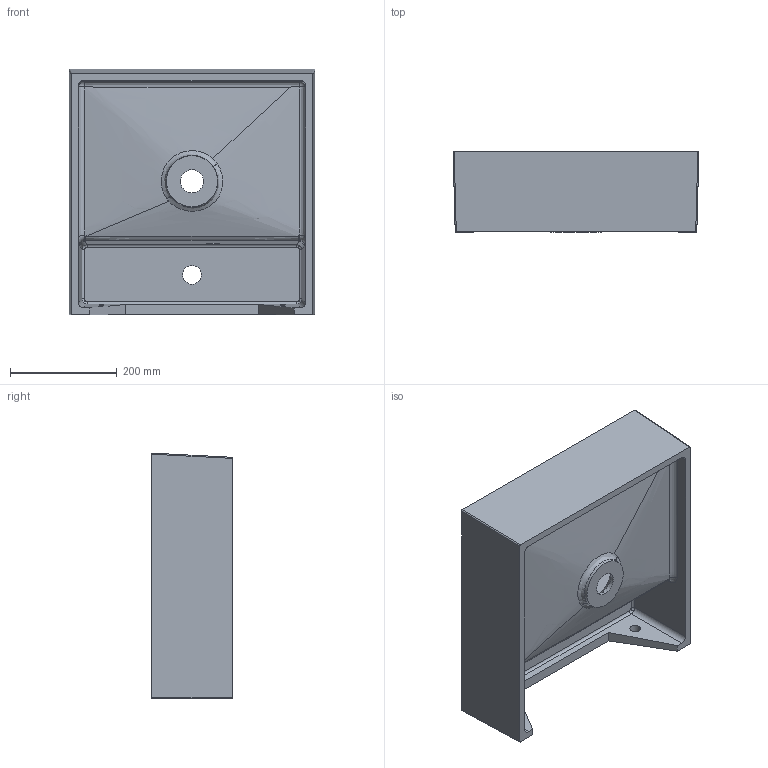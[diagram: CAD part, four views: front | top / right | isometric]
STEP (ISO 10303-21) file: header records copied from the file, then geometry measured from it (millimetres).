
FILE_DESCRIPTION (( 'STEP AP214' ), '1' );
FILE_NAME ('Crass 460.STEP', '2021-09-28T08:02:58', ( '' ), ( '' ), 'SwSTEP 2.0', 'SolidWorks 2020', '' );
FILE_SCHEMA (( 'AUTOMOTIVE_DESIGN' ));
Length unit declared in the file: millimetre
Products named in the file (1): Crass 460
Bounding box: 460 x 150 x 460 mm (x, y, z)
Volume: 5943439.2 mm3; surface area: 906587.2 mm2
Topology: 1 solids, 1 shells, 111 faces, 290 edges, 180 vertices
Faces by surface type: bspline 41, cylinder 38, plane 23, cone 6, sphere 3
Entity records: 19234 total; most frequent: CARTESIAN_POINT 16887, ORIENTED_EDGE 576, DIRECTION 372, EDGE_CURVE 288, VERTEX_POINT 180, AXIS2_PLACEMENT_3D 138, EDGE_LOOP 122, FACE_OUTER_BOUND 111
